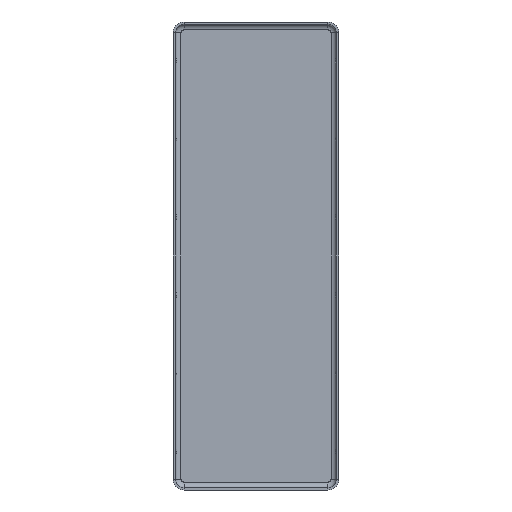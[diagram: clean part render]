
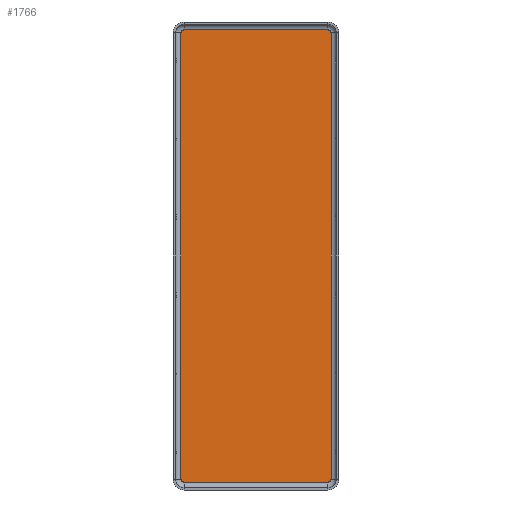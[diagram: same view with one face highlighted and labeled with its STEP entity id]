
A CAD part, front view. The second image highlights one B-rep face of the part: STEP entity #1766.
In plain terms, the highlighted planar face has unit normal (0, -1, 0).
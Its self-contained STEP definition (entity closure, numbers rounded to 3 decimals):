
#35 = CARTESIAN_POINT ( 'NONE',  ( 9.6, 0., -28.55 ) ) ;
#85 = CARTESIAN_POINT ( 'NONE',  ( 9.2, 0., -28.55 ) ) ;
#92 = AXIS2_PLACEMENT_3D ( 'NONE', #85, #454, #660 ) ;
#165 = CARTESIAN_POINT ( 'NONE',  ( -9.2, 0., 28.55 ) ) ;
#284 = DIRECTION ( 'NONE',  ( -1., 0., 0. ) ) ;
#302 = EDGE_CURVE ( 'NONE', #1637, #1642, #2227, .T. ) ;
#309 = CARTESIAN_POINT ( 'NONE',  ( -9.6, 0., -28.55 ) ) ;
#372 = ORIENTED_EDGE ( 'NONE', *, *, #302, .T. ) ;
#405 = ORIENTED_EDGE ( 'NONE', *, *, #2173, .T. ) ;
#428 = VECTOR ( 'NONE', #2235, 1000. ) ;
#443 = CARTESIAN_POINT ( 'NONE',  ( 9.2, 0., 28.95 ) ) ;
#454 = DIRECTION ( 'NONE',  ( 0., 1., 0. ) ) ;
#468 = DIRECTION ( 'NONE',  ( -1., 0., 0. ) ) ;
#536 = CARTESIAN_POINT ( 'NONE',  ( -9.6, 0., 28.55 ) ) ;
#582 = EDGE_CURVE ( 'NONE', #2293, #1273, #2255, .T. ) ;
#588 = AXIS2_PLACEMENT_3D ( 'NONE', #1069, #679, #284 ) ;
#660 = DIRECTION ( 'NONE',  ( 1., 0., 0. ) ) ;
#662 = CIRCLE ( 'NONE', #92, 0.4 ) ;
#665 = VECTOR ( 'NONE', #2112, 1000. ) ;
#678 = ORIENTED_EDGE ( 'NONE', *, *, #1650, .F. ) ;
#679 = DIRECTION ( 'NONE',  ( 0., -1., 0. ) ) ;
#771 = VERTEX_POINT ( 'NONE', #309 ) ;
#818 = FACE_OUTER_BOUND ( 'NONE', #2426, .T. ) ;
#831 = ORIENTED_EDGE ( 'NONE', *, *, #1821, .T. ) ;
#839 = LINE ( 'NONE', #443, #1579 ) ;
#873 = VECTOR ( 'NONE', #2307, 1000. ) ;
#905 = CARTESIAN_POINT ( 'NONE',  ( 9.2, 0., -28.55 ) ) ;
#910 = AXIS2_PLACEMENT_3D ( 'NONE', #2158, #1937, #1388 ) ;
#937 = LINE ( 'NONE', #2278, #873 ) ;
#1031 = VERTEX_POINT ( 'NONE', #1195 ) ;
#1034 = ORIENTED_EDGE ( 'NONE', *, *, #582, .F. ) ;
#1066 = CARTESIAN_POINT ( 'NONE',  ( 9.2, 0., 28.95 ) ) ;
#1069 = CARTESIAN_POINT ( 'NONE',  ( -9.2, 0., -28.55 ) ) ;
#1121 = DIRECTION ( 'NONE',  ( -1., 0., 0. ) ) ;
#1173 = EDGE_CURVE ( 'NONE', #771, #1273, #1536, .T. ) ;
#1195 = CARTESIAN_POINT ( 'NONE',  ( -9.2, 0., 28.95 ) ) ;
#1217 = VERTEX_POINT ( 'NONE', #536 ) ;
#1238 = ORIENTED_EDGE ( 'NONE', *, *, #2282, .F. ) ;
#1273 = VERTEX_POINT ( 'NONE', #2300 ) ;
#1313 = DIRECTION ( 'NONE',  ( 0., 0., 1. ) ) ;
#1388 = DIRECTION ( 'NONE',  ( 1., 0., 0. ) ) ;
#1432 = CARTESIAN_POINT ( 'NONE',  ( 9.6, 0., 28.55 ) ) ;
#1458 = CARTESIAN_POINT ( 'NONE',  ( 9.6, 0., 0. ) ) ;
#1536 = CIRCLE ( 'NONE', #588, 0.4 ) ;
#1579 = VECTOR ( 'NONE', #468, 1000. ) ;
#1637 = VERTEX_POINT ( 'NONE', #1432 ) ;
#1642 = VERTEX_POINT ( 'NONE', #1066 ) ;
#1650 = EDGE_CURVE ( 'NONE', #1940, #2293, #662, .T. ) ;
#1726 = CARTESIAN_POINT ( 'NONE',  ( 9.2, 0., -28.95 ) ) ;
#1766 = ADVANCED_FACE ( 'NONE', ( #818 ), #1881, .F. ) ;
#1801 = EDGE_CURVE ( 'NONE', #1217, #1031, #2380, .T. ) ;
#1821 = EDGE_CURVE ( 'NONE', #1217, #771, #937, .T. ) ;
#1881 = PLANE ( 'NONE',  #2151 ) ;
#1937 = DIRECTION ( 'NONE',  ( 0., -1., 0. ) ) ;
#1940 = VERTEX_POINT ( 'NONE', #35 ) ;
#2029 = CARTESIAN_POINT ( 'NONE',  ( 9.2, 0., -28.95 ) ) ;
#2112 = DIRECTION ( 'NONE',  ( -1., 0., 0. ) ) ;
#2151 = AXIS2_PLACEMENT_3D ( 'NONE', #905, #2261, #1313 ) ;
#2158 = CARTESIAN_POINT ( 'NONE',  ( 9.2, 0., 28.55 ) ) ;
#2173 = EDGE_CURVE ( 'NONE', #1642, #1031, #839, .T. ) ;
#2227 = CIRCLE ( 'NONE', #910, 0.4 ) ;
#2234 = LINE ( 'NONE', #1458, #428 ) ;
#2235 = DIRECTION ( 'NONE',  ( 0., 0., -1. ) ) ;
#2237 = ORIENTED_EDGE ( 'NONE', *, *, #1801, .F. ) ;
#2255 = LINE ( 'NONE', #1726, #665 ) ;
#2261 = DIRECTION ( 'NONE',  ( 0., 1., 0. ) ) ;
#2278 = CARTESIAN_POINT ( 'NONE',  ( -9.6, 0., 0. ) ) ;
#2282 = EDGE_CURVE ( 'NONE', #1637, #1940, #2234, .T. ) ;
#2285 = DIRECTION ( 'NONE',  ( 0., 1., 0. ) ) ;
#2293 = VERTEX_POINT ( 'NONE', #2029 ) ;
#2300 = CARTESIAN_POINT ( 'NONE',  ( -9.2, 0., -28.95 ) ) ;
#2307 = DIRECTION ( 'NONE',  ( 0., 0., -1. ) ) ;
#2368 = AXIS2_PLACEMENT_3D ( 'NONE', #165, #2285, #1121 ) ;
#2380 = CIRCLE ( 'NONE', #2368, 0.4 ) ;
#2420 = ORIENTED_EDGE ( 'NONE', *, *, #1173, .T. ) ;
#2426 = EDGE_LOOP ( 'NONE', ( #405, #2237, #831, #2420, #1034, #678, #1238, #372 ) ) ;
